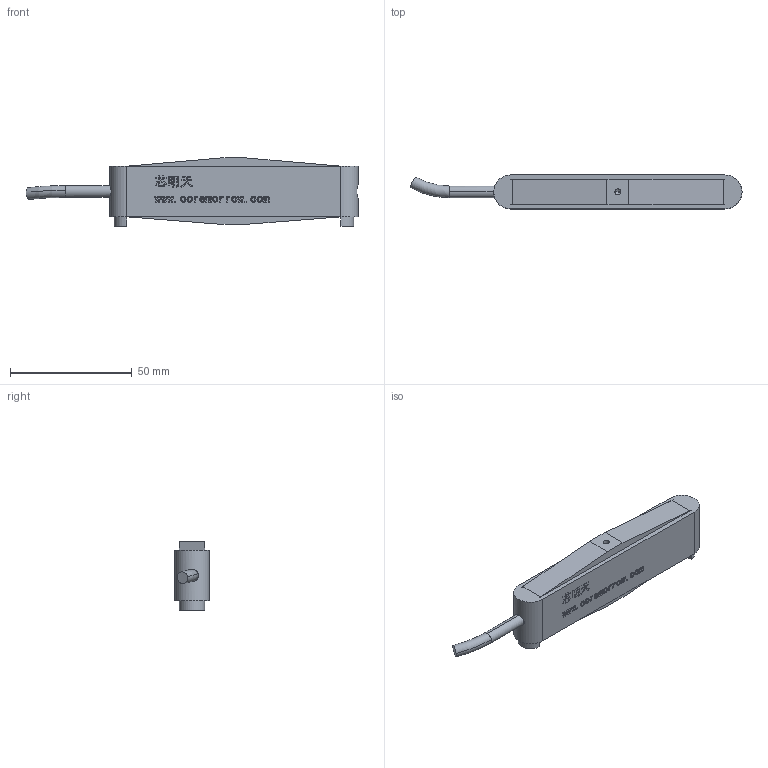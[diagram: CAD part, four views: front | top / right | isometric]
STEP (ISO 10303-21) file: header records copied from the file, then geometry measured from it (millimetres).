
FILE_DESCRIPTION (( 'STEP AP203' ), '1' );
FILE_NAME ('NAC2643-STEP-Drawing-2022.03.29.STEP', '2022-03-29T02:47:24', ( '' ), ( '' ), 'SwSTEP 2.0', 'SolidWorks 2016', '' );
FILE_SCHEMA (( 'CONFIG_CONTROL_DESIGN' ));
Length unit declared in the file: millimetre
Products named in the file (1): NAC2643-STEP-Drawing-2022.03.29
Bounding box: 136.36 x 14 x 28.09 mm (x, y, z)
Volume: 32637.4 mm3; surface area: 13448 mm2
Topology: 28 solids, 28 shells, 453 faces, 1162 edges, 760 vertices
Faces by surface type: plane 263, bspline 141, cylinder 33, cone 14, torus 2
Entity records: 21464 total; most frequent: CARTESIAN_POINT 11390, ORIENTED_EDGE 2308, DIRECTION 1538, EDGE_CURVE 1154, LINE 780, VECTOR 780, VERTEX_POINT 760, EDGE_LOOP 480
